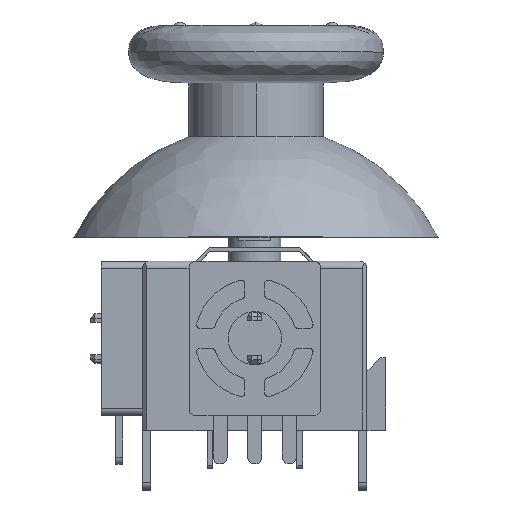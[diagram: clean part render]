
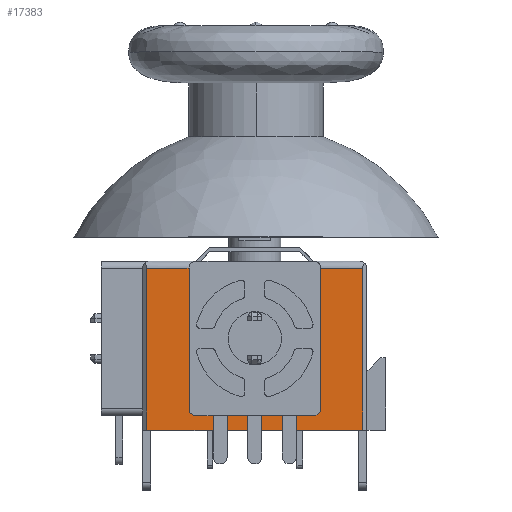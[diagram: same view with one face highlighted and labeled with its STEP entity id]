
A CAD part, top view. The second image highlights one B-rep face of the part: STEP entity #17383.
In plain terms, the highlighted face is planar.
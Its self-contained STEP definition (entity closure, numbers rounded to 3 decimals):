
#19 = DIRECTION ( 'NONE',  ( 0., 1., 0. ) ) ;
#119 = VERTEX_POINT ( 'NONE', #21146 ) ;
#224 = LINE ( 'NONE', #18604, #18663 ) ;
#270 = DIRECTION ( 'NONE',  ( 0., 0., -1. ) ) ;
#365 = DIRECTION ( 'NONE',  ( 0., -1., 0. ) ) ;
#461 = CARTESIAN_POINT ( 'NONE',  ( -8.1, 11.7, -8.1 ) ) ;
#715 = ORIENTED_EDGE ( 'NONE', *, *, #11923, .F. ) ;
#751 = ORIENTED_EDGE ( 'NONE', *, *, #16668, .F. ) ;
#1153 = CARTESIAN_POINT ( 'NONE',  ( -8.1, 11.7, -4.75 ) ) ;
#1673 = AXIS2_PLACEMENT_3D ( 'NONE', #20303, #9630, #22131 ) ;
#1815 = CARTESIAN_POINT ( 'NONE',  ( -8.1, 12.2, -7.8 ) ) ;
#2496 = VECTOR ( 'NONE', #21393, 1000. ) ;
#2535 = EDGE_CURVE ( 'NONE', #2735, #21332, #5927, .T. ) ;
#2735 = VERTEX_POINT ( 'NONE', #7200 ) ;
#3633 = CARTESIAN_POINT ( 'NONE',  ( -8.1, 12.2, 7.8 ) ) ;
#4678 = CARTESIAN_POINT ( 'NONE',  ( -8.1, 1.05, 4.25 ) ) ;
#4912 = CARTESIAN_POINT ( 'NONE',  ( -8.1, 1.05, -8.1 ) ) ;
#4953 = DIRECTION ( 'NONE',  ( 0., 1., 0. ) ) ;
#5927 = LINE ( 'NONE', #15619, #10124 ) ;
#5959 = EDGE_CURVE ( 'NONE', #13319, #13880, #20917, .T. ) ;
#6198 = CARTESIAN_POINT ( 'NONE',  ( -8.1, 11.7, 4.75 ) ) ;
#6762 = CIRCLE ( 'NONE', #6912, 0.5 ) ;
#6912 = AXIS2_PLACEMENT_3D ( 'NONE', #21673, #10997, #270 ) ;
#7016 = CARTESIAN_POINT ( 'NONE',  ( -8.1, 1.05, -4.25 ) ) ;
#7200 = CARTESIAN_POINT ( 'NONE',  ( -8.1, 1.55, 4.75 ) ) ;
#7581 = ORIENTED_EDGE ( 'NONE', *, *, #19655, .F. ) ;
#7633 = DIRECTION ( 'NONE',  ( 0., 0., 1. ) ) ;
#7731 = EDGE_CURVE ( 'NONE', #9929, #13568, #224, .T. ) ;
#7899 = VECTOR ( 'NONE', #8735, 1000. ) ;
#7995 = DIRECTION ( 'NONE',  ( 0., -1., 0. ) ) ;
#8018 = VERTEX_POINT ( 'NONE', #15985 ) ;
#8046 = DIRECTION ( 'NONE',  ( 1., 0., 0. ) ) ;
#8735 = DIRECTION ( 'NONE',  ( 0., 0., 1. ) ) ;
#8930 = EDGE_CURVE ( 'NONE', #13319, #119, #11875, .T. ) ;
#9562 = EDGE_CURVE ( 'NONE', #21332, #8018, #22159, .T. ) ;
#9630 = DIRECTION ( 'NONE',  ( -1., 0., 0. ) ) ;
#9929 = VERTEX_POINT ( 'NONE', #1153 ) ;
#10013 = ORIENTED_EDGE ( 'NONE', *, *, #7731, .F. ) ;
#10124 = VECTOR ( 'NONE', #4953, 1000. ) ;
#10477 = AXIS2_PLACEMENT_3D ( 'NONE', #18716, #8046, #20504 ) ;
#10724 = CARTESIAN_POINT ( 'NONE',  ( -8.1, 0., 9.45 ) ) ;
#10997 = DIRECTION ( 'NONE',  ( -1., 0., 0. ) ) ;
#11314 = VECTOR ( 'NONE', #19, 1000. ) ;
#11560 = PLANE ( 'NONE',  #10477 ) ;
#11875 = LINE ( 'NONE', #1815, #11314 ) ;
#11923 = EDGE_CURVE ( 'NONE', #13523, #2735, #18168, .T. ) ;
#12336 = VECTOR ( 'NONE', #7633, 1000. ) ;
#13319 = VERTEX_POINT ( 'NONE', #16597 ) ;
#13523 = VERTEX_POINT ( 'NONE', #4678 ) ;
#13568 = VERTEX_POINT ( 'NONE', #17306 ) ;
#13610 = EDGE_CURVE ( 'NONE', #16987, #13523, #13868, .T. ) ;
#13868 = LINE ( 'NONE', #4912, #18053 ) ;
#13880 = VERTEX_POINT ( 'NONE', #20015 ) ;
#14420 = ORIENTED_EDGE ( 'NONE', *, *, #13610, .F. ) ;
#15619 = CARTESIAN_POINT ( 'NONE',  ( -8.1, 12.2, 4.75 ) ) ;
#15985 = CARTESIAN_POINT ( 'NONE',  ( -8.1, 11.7, 7.8 ) ) ;
#16597 = CARTESIAN_POINT ( 'NONE',  ( -8.1, 0., -7.8 ) ) ;
#16668 = EDGE_CURVE ( 'NONE', #119, #9929, #22417, .T. ) ;
#16795 = ORIENTED_EDGE ( 'NONE', *, *, #5959, .T. ) ;
#16987 = VERTEX_POINT ( 'NONE', #7016 ) ;
#17306 = CARTESIAN_POINT ( 'NONE',  ( -8.1, 1.55, -4.75 ) ) ;
#17383 = ADVANCED_FACE ( 'NONE', ( #23204 ), #11560, .F. ) ;
#17451 = ORIENTED_EDGE ( 'NONE', *, *, #8930, .F. ) ;
#17798 = LINE ( 'NONE', #3633, #21991 ) ;
#18053 = VECTOR ( 'NONE', #22736, 1000. ) ;
#18168 = CIRCLE ( 'NONE', #1673, 0.5 ) ;
#18292 = ORIENTED_EDGE ( 'NONE', *, *, #9562, .F. ) ;
#18604 = CARTESIAN_POINT ( 'NONE',  ( -8.1, 12.2, -4.75 ) ) ;
#18663 = VECTOR ( 'NONE', #7995, 1000. ) ;
#18716 = CARTESIAN_POINT ( 'NONE',  ( -8.1, 12.2, -8.1 ) ) ;
#19655 = EDGE_CURVE ( 'NONE', #13568, #16987, #6762, .T. ) ;
#20015 = CARTESIAN_POINT ( 'NONE',  ( -8.1, 0., 7.8 ) ) ;
#20303 = CARTESIAN_POINT ( 'NONE',  ( -8.1, 1.55, 4.25 ) ) ;
#20504 = DIRECTION ( 'NONE',  ( 0., 0., -1. ) ) ;
#20917 = LINE ( 'NONE', #10724, #2496 ) ;
#21146 = CARTESIAN_POINT ( 'NONE',  ( -8.1, 11.7, -7.8 ) ) ;
#21332 = VERTEX_POINT ( 'NONE', #6198 ) ;
#21393 = DIRECTION ( 'NONE',  ( 0., 0., 1. ) ) ;
#21487 = ORIENTED_EDGE ( 'NONE', *, *, #2535, .F. ) ;
#21510 = ORIENTED_EDGE ( 'NONE', *, *, #21573, .F. ) ;
#21573 = EDGE_CURVE ( 'NONE', #8018, #13880, #17798, .T. ) ;
#21650 = EDGE_LOOP ( 'NONE', ( #18292, #21487, #715, #14420, #7581, #10013, #751, #17451, #16795, #21510 ) ) ;
#21673 = CARTESIAN_POINT ( 'NONE',  ( -8.1, 1.55, -4.25 ) ) ;
#21991 = VECTOR ( 'NONE', #365, 1000. ) ;
#22131 = DIRECTION ( 'NONE',  ( 0., 0., -1. ) ) ;
#22159 = LINE ( 'NONE', #23122, #7899 ) ;
#22417 = LINE ( 'NONE', #461, #12336 ) ;
#22736 = DIRECTION ( 'NONE',  ( 0., 0., 1. ) ) ;
#23122 = CARTESIAN_POINT ( 'NONE',  ( -8.1, 11.7, -8.1 ) ) ;
#23204 = FACE_OUTER_BOUND ( 'NONE', #21650, .T. ) ;
